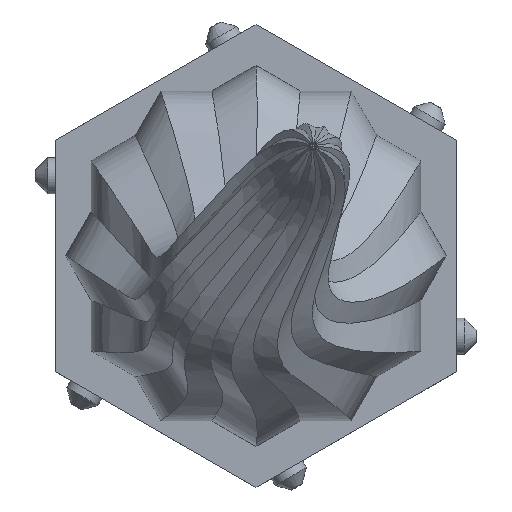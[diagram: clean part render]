
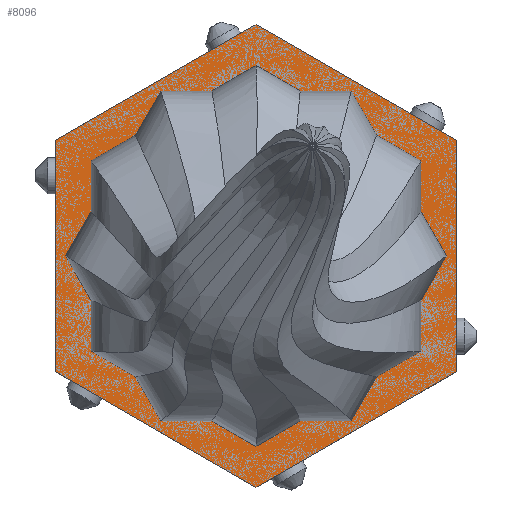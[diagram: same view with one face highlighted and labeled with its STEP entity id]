
A CAD part, top view. The second image highlights one B-rep face of the part: STEP entity #8096.
In plain terms, the highlighted planar face has unit normal (0, 0, 1).
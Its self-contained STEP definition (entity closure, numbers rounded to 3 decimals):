
#1337=FACE_BOUND('',#2094,.T.);
#1425=PLANE('',#8683);
#1576=FACE_OUTER_BOUND('',#2093,.T.);
#2093=EDGE_LOOP('',(#5653,#5654,#5655,#5656,#5657,#5658));
#2094=EDGE_LOOP('',(#5659));
#2601=LINE('',#9984,#2823);
#2632=LINE('',#10058,#2854);
#2646=LINE('',#10098,#2868);
#2651=LINE('',#10108,#2873);
#2653=LINE('',#10111,#2875);
#2654=LINE('',#10113,#2876);
#2823=VECTOR('',#9099,10.);
#2854=VECTOR('',#9172,10.);
#2868=VECTOR('',#9220,10.);
#2873=VECTOR('',#9229,10.);
#2875=VECTOR('',#9233,10.);
#2876=VECTOR('',#9236,10.);
#3021=CIRCLE('',#8682,40.);
#3212=VERTEX_POINT('',#9981);
#3213=VERTEX_POINT('',#9983);
#3235=VERTEX_POINT('',#10057);
#3244=VERTEX_POINT('',#10097);
#3246=VERTEX_POINT('',#10105);
#3247=VERTEX_POINT('',#10107);
#3248=VERTEX_POINT('',#10115);
#4109=EDGE_CURVE('',#3213,#3212,#2601,.T.);
#4145=EDGE_CURVE('',#3235,#3213,#2632,.T.);
#4164=EDGE_CURVE('',#3244,#3235,#2646,.T.);
#4169=EDGE_CURVE('',#3247,#3246,#2651,.T.);
#4171=EDGE_CURVE('',#3246,#3244,#2653,.T.);
#4172=EDGE_CURVE('',#3212,#3247,#2654,.T.);
#4174=EDGE_CURVE('',#3248,#3248,#3021,.T.);
#5653=ORIENTED_EDGE('',*,*,#4169,.T.);
#5654=ORIENTED_EDGE('',*,*,#4171,.T.);
#5655=ORIENTED_EDGE('',*,*,#4164,.T.);
#5656=ORIENTED_EDGE('',*,*,#4145,.T.);
#5657=ORIENTED_EDGE('',*,*,#4109,.T.);
#5658=ORIENTED_EDGE('',*,*,#4172,.T.);
#5659=ORIENTED_EDGE('',*,*,#4174,.T.);
#8096=ADVANCED_FACE('',(#1576,#1337),#1425,.T.);
#8682=AXIS2_PLACEMENT_3D('',#10117,#9240,#9241);
#8683=AXIS2_PLACEMENT_3D('',#10118,#9242,#9243);
#9099=DIRECTION('',(-0.866,0.5,0.));
#9172=DIRECTION('',(0.,1.,0.));
#9220=DIRECTION('',(0.866,0.5,0.));
#9229=DIRECTION('',(0.,-1.,0.));
#9233=DIRECTION('',(0.866,-0.5,0.));
#9236=DIRECTION('',(-0.866,-0.5,0.));
#9240=DIRECTION('center_axis',(0.,0.,-1.));
#9241=DIRECTION('ref_axis',(1.,0.,0.));
#9242=DIRECTION('center_axis',(0.,0.,1.));
#9243=DIRECTION('ref_axis',(1.,0.,0.));
#9981=CARTESIAN_POINT('',(0.,57.735,17.5));
#9983=CARTESIAN_POINT('',(50.,28.868,17.5));
#9984=CARTESIAN_POINT('',(50.,28.868,17.5));
#10057=CARTESIAN_POINT('',(50.,-28.868,17.5));
#10058=CARTESIAN_POINT('',(50.,-28.868,17.5));
#10097=CARTESIAN_POINT('',(0.,-57.735,17.5));
#10098=CARTESIAN_POINT('',(0.,-57.735,17.5));
#10105=CARTESIAN_POINT('',(-50.,-28.868,17.5));
#10107=CARTESIAN_POINT('',(-50.,28.868,17.5));
#10108=CARTESIAN_POINT('',(-50.,28.868,17.5));
#10111=CARTESIAN_POINT('',(-50.,-28.868,17.5));
#10113=CARTESIAN_POINT('',(0.,57.735,17.5));
#10115=CARTESIAN_POINT('',(40.,0.,17.5));
#10117=CARTESIAN_POINT('Origin',(0.,0.,17.5));
#10118=CARTESIAN_POINT('Origin',(-50.,0.,17.5));
